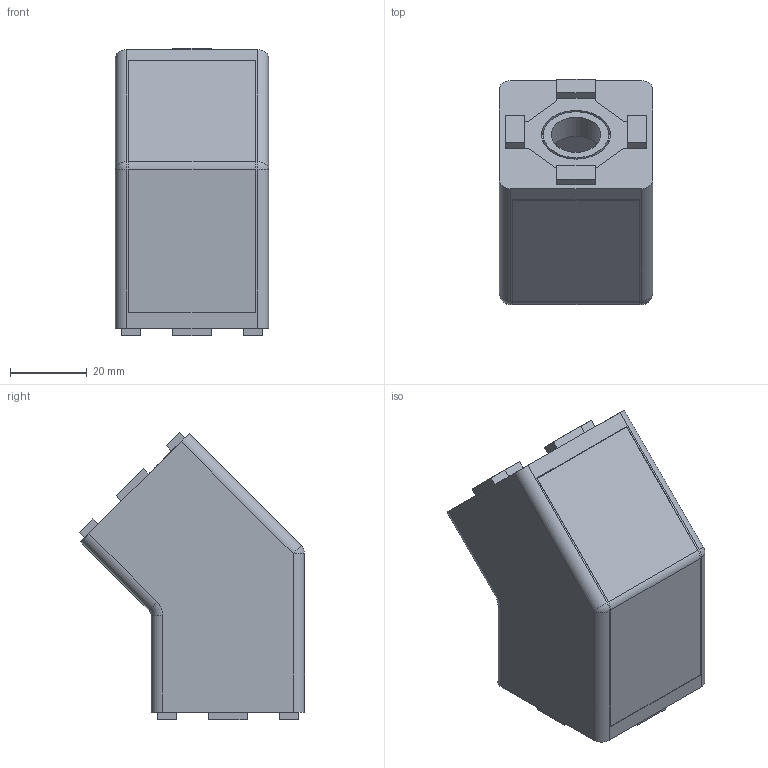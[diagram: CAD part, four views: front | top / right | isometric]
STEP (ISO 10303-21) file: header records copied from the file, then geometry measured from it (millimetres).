
FILE_DESCRIPTION((''),'2;1');
FILE_NAME('AR3849.stp','2021-06-25T13:39:20',('arma01'),(''),'Autodesk Inventor 2013','Autodesk Inventor 2013','');
FILE_SCHEMA(('AUTOMOTIVE_DESIGN { 1 0 10303 214 1 1 1 1 }'));
Length unit declared in the file: millimetre
Products named in the file (4): AR3849; AR3849 I; AR3849 II; AR3849 III
Assembly tree (4 placements, depth 2):
  AR3849
    AR3849 I
    AR3849 II
    AR3849 III  x2
Bounding box: 40 x 58.74 x 75.02 mm (x, y, z)
Volume: 50406.1 mm3; surface area: 30916.5 mm2
Topology: 4 solids, 4 shells, 302 faces, 832 edges, 550 vertices
Faces by surface type: plane 240, cylinder 42, cone 16, sphere 2, torus 2
Full cylindrical faces by diameter (mm): 4 x4, 13 x2, 17 x2, 18 x2
Entity records: 8173 total; most frequent: CARTESIAN_POINT 1499, ORIENTED_EDGE 1400, DIRECTION 1302, EDGE_CURVE 700, VECTOR 568, LINE 568, VERTEX_POINT 468, AXIS2_PLACEMENT_3D 367
